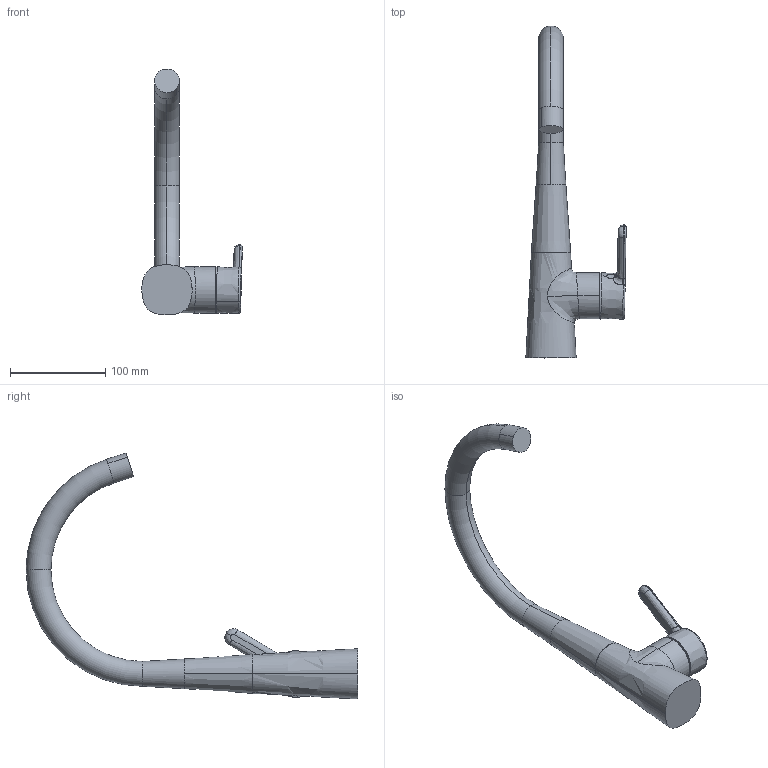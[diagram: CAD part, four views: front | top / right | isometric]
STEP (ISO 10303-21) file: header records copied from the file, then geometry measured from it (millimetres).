
FILE_DESCRIPTION (( 'STEP AP203' ), '1' );
FILE_NAME ('510122830037.STEP', '2017-12-14T08:54:37', ( '' ), ( '' ), 'SwSTEP 2.0', 'SolidWorks 2016', '' );
FILE_SCHEMA (( 'CONFIG_CONTROL_DESIGN' ));
Length unit declared in the file: millimetre
Products named in the file (1): 510122830037
Bounding box: 105.07 x 347.63 x 257.71 mm (x, y, z)
Volume: 592033.7 mm3; surface area: 70657.5 mm2
Topology: 1 solids, 1 shells, 50 faces, 126 edges, 82 vertices
Faces by surface type: bspline 27, plane 8, torus 6, cylinder 6, cone 2, sphere 1
Entity records: 7273 total; most frequent: CARTESIAN_POINT 6210, ORIENTED_EDGE 248, DIRECTION 132, EDGE_CURVE 124, VERTEX_POINT 81, B_SPLINE_CURVE_WITH_KNOTS 67, AXIS2_PLACEMENT_3D 56, EDGE_LOOP 55
